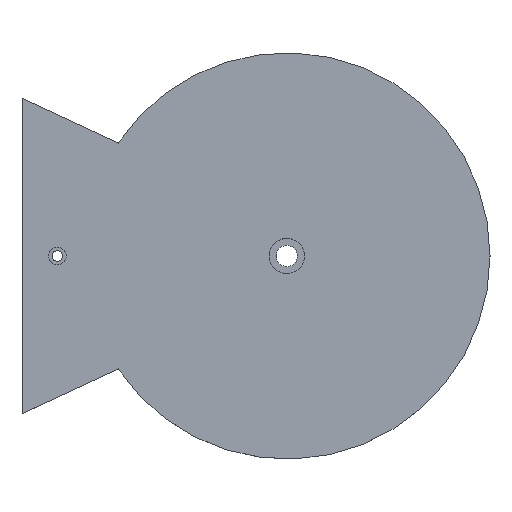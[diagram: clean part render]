
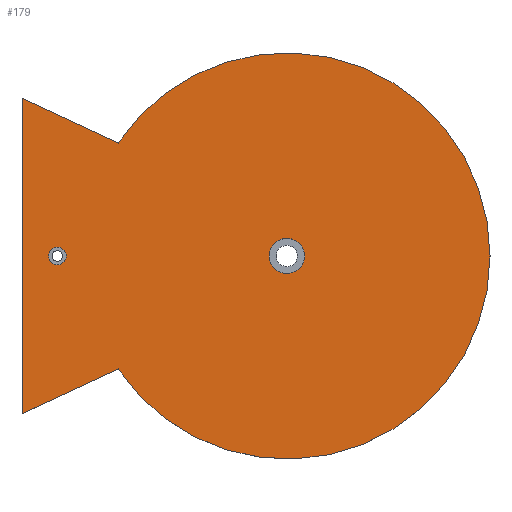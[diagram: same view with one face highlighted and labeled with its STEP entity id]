
A CAD part, top view. The second image highlights one B-rep face of the part: STEP entity #179.
In plain terms, the highlighted planar face has unit normal (0, 0, 1).
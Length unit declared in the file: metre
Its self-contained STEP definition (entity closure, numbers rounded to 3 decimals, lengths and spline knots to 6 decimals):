
#15=PLANE('',#208);
#23=LINE('',#297,#33);
#26=LINE('',#303,#36);
#28=LINE('',#306,#38);
#33=VECTOR('',#241,1.);
#36=VECTOR('',#246,1.);
#38=VECTOR('',#250,1.);
#57=ORIENTED_EDGE('',*,*,#93,.F.);
#58=ORIENTED_EDGE('',*,*,#94,.F.);
#59=ORIENTED_EDGE('',*,*,#83,.T.);
#60=ORIENTED_EDGE('',*,*,#87,.T.);
#61=ORIENTED_EDGE('',*,*,#90,.T.);
#62=ORIENTED_EDGE('',*,*,#92,.F.);
#83=EDGE_CURVE('',#104,#103,#118,.T.);
#87=EDGE_CURVE('',#103,#106,#23,.T.);
#90=EDGE_CURVE('',#106,#108,#26,.T.);
#92=EDGE_CURVE('',#104,#108,#28,.T.);
#93=EDGE_CURVE('',#109,#109,#119,.T.);
#94=EDGE_CURVE('',#110,#110,#120,.T.);
#103=VERTEX_POINT('',#288);
#104=VERTEX_POINT('',#290);
#106=VERTEX_POINT('',#296);
#108=VERTEX_POINT('',#302);
#109=VERTEX_POINT('',#309);
#110=VERTEX_POINT('',#311);
#118=CIRCLE('',#204,0.0575);
#119=CIRCLE('',#209,0.005);
#120=CIRCLE('',#210,0.0025);
#131=EDGE_LOOP('',(#57));
#132=EDGE_LOOP('',(#58));
#133=EDGE_LOOP('',(#59,#60,#61,#62));
#153=FACE_BOUND('',#131,.T.);
#154=FACE_BOUND('',#132,.T.);
#155=FACE_BOUND('',#133,.T.);
#179=ADVANCED_FACE('',(#153,#154,#155),#15,.T.);
#204=AXIS2_PLACEMENT_3D('',#289,#234,#235);
#208=AXIS2_PLACEMENT_3D('',#307,#251,#252);
#209=AXIS2_PLACEMENT_3D('',#308,#253,#254);
#210=AXIS2_PLACEMENT_3D('',#310,#255,#256);
#234=DIRECTION('',(0.,0.,1.));
#235=DIRECTION('',(1.,0.,0.));
#241=DIRECTION('',(-0.906,0.423,0.));
#246=DIRECTION('',(0.,-1.,0.));
#250=DIRECTION('',(-0.906,-0.423,0.));
#251=DIRECTION('',(0.,0.,1.));
#252=DIRECTION('',(1.,0.,0.));
#253=DIRECTION('',(0.,0.,1.));
#254=DIRECTION('',(1.,0.,0.));
#255=DIRECTION('',(0.,0.,1.));
#256=DIRECTION('',(1.,0.,0.));
#288=CARTESIAN_POINT('',(-0.047811,0.031943,0.004));
#289=CARTESIAN_POINT('',(0.,0.,0.004));
#290=CARTESIAN_POINT('',(-0.047811,-0.031943,0.004));
#296=CARTESIAN_POINT('',(-0.075,0.044622,0.004));
#297=CARTESIAN_POINT('',(-0.061405,0.038283,0.004));
#302=CARTESIAN_POINT('',(-0.075,-0.044622,0.004));
#303=CARTESIAN_POINT('',(-0.075,0.022311,0.004));
#306=CARTESIAN_POINT('',(-0.061405,-0.038283,0.004));
#307=CARTESIAN_POINT('',(-0.00875,0.,0.004));
#308=CARTESIAN_POINT('',(0.,0.,0.004));
#309=CARTESIAN_POINT('',(0.005,0.,0.004));
#310=CARTESIAN_POINT('',(-0.065,0.,0.004));
#311=CARTESIAN_POINT('',(-0.0625,0.,0.004));
